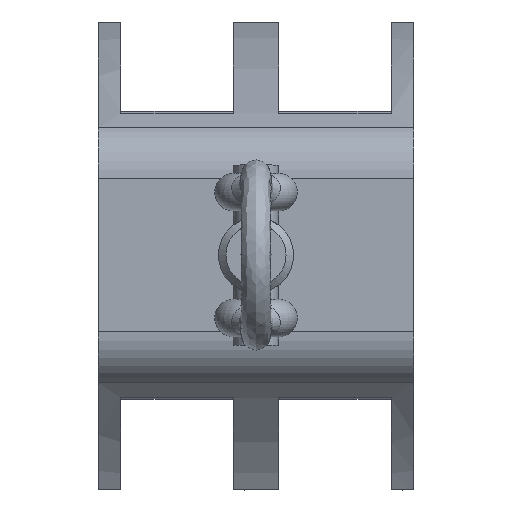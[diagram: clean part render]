
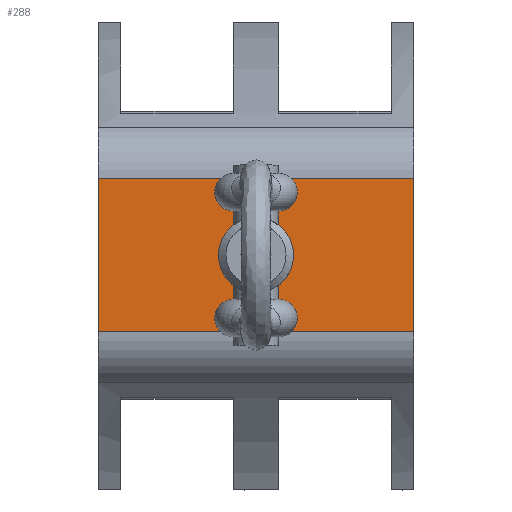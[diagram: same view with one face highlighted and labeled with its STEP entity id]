
A CAD part, top view. The second image highlights one B-rep face of the part: STEP entity #288.
In plain terms, the highlighted planar face has unit normal (0, 0, 1).
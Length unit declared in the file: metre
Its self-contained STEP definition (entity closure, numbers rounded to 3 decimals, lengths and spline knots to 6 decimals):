
#288 = ADVANCED_FACE( '', ( #634, #635 ), #636, .F. );
#634 = FACE_BOUND( '', #3956, .T. );
#635 = FACE_OUTER_BOUND( '', #3957, .T. );
#636 = PLANE( '', #3958 );
#3956 = EDGE_LOOP( '', ( #5259 ) );
#3957 = EDGE_LOOP( '', ( #5260, #5261, #5262, #5263 ) );
#3958 = AXIS2_PLACEMENT_3D( '', #5264, #5265, #5266 );
#5259 = ORIENTED_EDGE( '', *, *, #5902, .F. );
#5260 = ORIENTED_EDGE( '', *, *, #5903, .T. );
#5261 = ORIENTED_EDGE( '', *, *, #5712, .T. );
#5262 = ORIENTED_EDGE( '', *, *, #5627, .F. );
#5263 = ORIENTED_EDGE( '', *, *, #5791, .F. );
#5264 = CARTESIAN_POINT( '', ( 0.04699, 0.012969, 0.35814 ) );
#5265 = DIRECTION( '', ( 0., 0., -1. ) );
#5266 = DIRECTION( '', ( -1., 0., 0. ) );
#5627 = EDGE_CURVE( '', #6087, #6088, #6089, .T. );
#5712 = EDGE_CURVE( '', #6230, #6088, #6231, .T. );
#5791 = EDGE_CURVE( '', #6347, #6087, #6349, .T. );
#5902 = EDGE_CURVE( '', #6496, #6496, #6497, .F. );
#5903 = EDGE_CURVE( '', #6347, #6230, #6498, .T. );
#6087 = VERTEX_POINT( '', #6921 );
#6088 = VERTEX_POINT( '', #6922 );
#6089 = LINE( '', #6923, #6924 );
#6230 = VERTEX_POINT( '', #7890 );
#6231 = LINE( '', #7891, #7892 );
#6347 = VERTEX_POINT( '', #8472 );
#6349 = LINE( '', #8474, #8475 );
#6496 = VERTEX_POINT( '', #9108 );
#6497 = CIRCLE( '', #9109, 0.0127 );
#6498 = LINE( '', #9110, #9111 );
#6921 = CARTESIAN_POINT( '', ( 0.04699, -0.025937, 0.35814 ) );
#6922 = CARTESIAN_POINT( '', ( -0.05969, -0.025937, 0.35814 ) );
#6923 = CARTESIAN_POINT( '', ( 0.04699, -0.025937, 0.35814 ) );
#6924 = VECTOR( '', #9344, 1. );
#7890 = CARTESIAN_POINT( '', ( -0.05969, 0.025937, 0.35814 ) );
#7891 = CARTESIAN_POINT( '', ( -0.05969, 0.012969, 0.35814 ) );
#7892 = VECTOR( '', #9421, 1. );
#8472 = CARTESIAN_POINT( '', ( 0.04699, 0.025937, 0.35814 ) );
#8474 = CARTESIAN_POINT( '', ( 0.04699, 0.012969, 0.35814 ) );
#8475 = VECTOR( '', #9503, 1. );
#9108 = CARTESIAN_POINT( '', ( -0.01905, 0., 0.35814 ) );
#9109 = AXIS2_PLACEMENT_3D( '', #9582, #9583, #9584 );
#9110 = CARTESIAN_POINT( '', ( 0.04699, 0.025937, 0.35814 ) );
#9111 = VECTOR( '', #9585, 1. );
#9344 = DIRECTION( '', ( -1., 0., 0. ) );
#9421 = DIRECTION( '', ( 0., -1., 0. ) );
#9503 = DIRECTION( '', ( 0., -1., 0. ) );
#9582 = CARTESIAN_POINT( '', ( -0.00635, 0., 0.35814 ) );
#9583 = DIRECTION( '', ( 0., 0., -1. ) );
#9584 = DIRECTION( '', ( -1., 0., 0. ) );
#9585 = DIRECTION( '', ( -1., 0., 0. ) );
